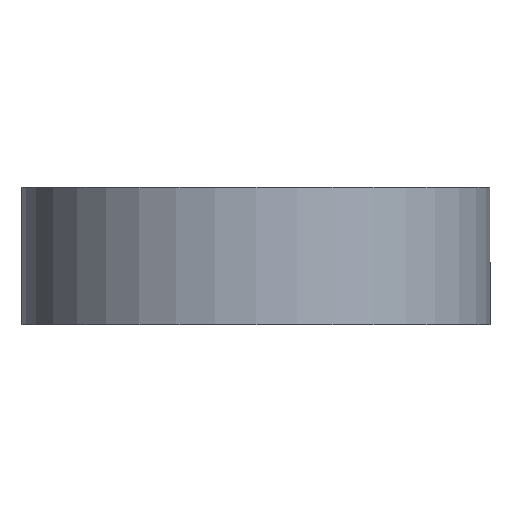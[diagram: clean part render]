
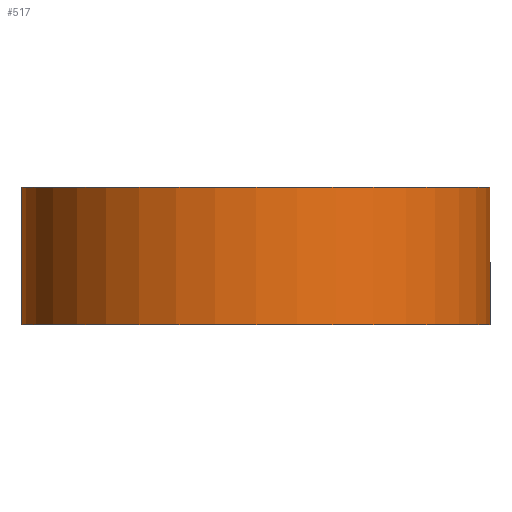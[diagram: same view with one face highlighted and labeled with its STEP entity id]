
A CAD part, left-side view. The second image highlights one B-rep face of the part: STEP entity #517.
In plain terms, the highlighted cylindrical face has radius 37.5 mm (diameter 75 mm), a full revolution.
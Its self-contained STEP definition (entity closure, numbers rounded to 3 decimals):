
#38=FACE_BOUND('',#115,.T.);
#47=B_SPLINE_CURVE_WITH_KNOTS('',3,(#884,#885,#886,#887,#888,#889,#890,
#891,#892,#893,#894,#895,#896,#897,#898,#899,#900,#901,#902),
 .UNSPECIFIED.,.F.,.F.,(4,2,2,2,3,2,2,2,4),(-0.303,-0.227,
-0.151,-0.075,0.,0.075,0.151,
0.227,0.303),.UNSPECIFIED.);
#48=B_SPLINE_CURVE_WITH_KNOTS('',3,(#909,#910,#911,#912,#913,#914,#915,
#916,#917,#918,#919,#920,#921,#922,#923,#924,#925,#926),.UNSPECIFIED.,.F.,
 .F.,(4,2,2,2,2,2,2,2,4),(0.302,0.379,0.455,
0.53,0.606,0.681,0.756,
0.833,0.909),.UNSPECIFIED.);
#56=CYLINDRICAL_SURFACE('',#580,37.5);
#74=FACE_OUTER_BOUND('',#114,.T.);
#114=EDGE_LOOP('',(#394,#395,#396,#397));
#115=EDGE_LOOP('',(#398,#399,#400,#401));
#157=LINE('',#931,#184);
#184=VECTOR('',#684,37.5);
#214=CIRCLE('',#575,37.5);
#215=CIRCLE('',#578,37.5);
#216=CIRCLE('',#581,37.5);
#217=CIRCLE('',#582,37.5);
#253=VERTEX_POINT('',#877);
#254=VERTEX_POINT('',#879);
#255=VERTEX_POINT('',#883);
#256=VERTEX_POINT('',#905);
#257=VERTEX_POINT('',#928);
#258=VERTEX_POINT('',#930);
#303=EDGE_CURVE('',#254,#253,#214,.T.);
#305=EDGE_CURVE('',#255,#254,#47,.T.);
#307=EDGE_CURVE('',#256,#255,#215,.T.);
#309=EDGE_CURVE('',#253,#256,#48,.T.);
#310=EDGE_CURVE('',#257,#257,#216,.T.);
#311=EDGE_CURVE('',#257,#258,#157,.T.);
#312=EDGE_CURVE('',#258,#258,#217,.T.);
#394=ORIENTED_EDGE('',*,*,#310,.F.);
#395=ORIENTED_EDGE('',*,*,#311,.T.);
#396=ORIENTED_EDGE('',*,*,#312,.T.);
#397=ORIENTED_EDGE('',*,*,#311,.F.);
#398=ORIENTED_EDGE('',*,*,#307,.T.);
#399=ORIENTED_EDGE('',*,*,#305,.T.);
#400=ORIENTED_EDGE('',*,*,#303,.T.);
#401=ORIENTED_EDGE('',*,*,#309,.T.);
#517=ADVANCED_FACE('',(#74,#38),#56,.T.);
#575=AXIS2_PLACEMENT_3D('',#880,#667,#668);
#578=AXIS2_PLACEMENT_3D('',#906,#675,#676);
#580=AXIS2_PLACEMENT_3D('',#927,#680,#681);
#581=AXIS2_PLACEMENT_3D('',#929,#682,#683);
#582=AXIS2_PLACEMENT_3D('',#932,#685,#686);
#667=DIRECTION('center_axis',(0.,0.,1.));
#668=DIRECTION('ref_axis',(1.,0.,0.));
#675=DIRECTION('center_axis',(0.,0.,-1.));
#676=DIRECTION('ref_axis',(1.,0.,0.));
#680=DIRECTION('center_axis',(0.,0.,1.));
#681=DIRECTION('ref_axis',(1.,0.,0.));
#682=DIRECTION('center_axis',(0.,0.,1.));
#683=DIRECTION('ref_axis',(1.,0.,0.));
#684=DIRECTION('',(0.,0.,-1.));
#685=DIRECTION('center_axis',(0.,0.,1.));
#686=DIRECTION('ref_axis',(1.,0.,0.));
#877=CARTESIAN_POINT('',(87.165,55.,13.5));
#879=CARTESIAN_POINT('',(87.165,45.,13.5));
#880=CARTESIAN_POINT('Origin',(50.,50.,13.5));
#883=CARTESIAN_POINT('',(87.165,45.,9.5));
#884=CARTESIAN_POINT('Ctrl Pts',(87.165,45.,9.5));
#885=CARTESIAN_POINT('Ctrl Pts',(87.131,44.748,9.5));
#886=CARTESIAN_POINT('Ctrl Pts',(87.092,44.479,9.55));
#887=CARTESIAN_POINT('Ctrl Pts',(87.015,43.986,9.756));
#888=CARTESIAN_POINT('Ctrl Pts',(86.978,43.76,9.91));
#889=CARTESIAN_POINT('Ctrl Pts',(86.916,43.406,10.266));
#890=CARTESIAN_POINT('Ctrl Pts',(86.888,43.253,10.49));
#891=CARTESIAN_POINT('Ctrl Pts',(86.851,43.05,10.981));
#892=CARTESIAN_POINT('Ctrl Pts',(86.841,43.,11.249));
#893=CARTESIAN_POINT('Ctrl Pts',(86.841,43.,11.5));
#894=CARTESIAN_POINT('Ctrl Pts',(86.841,43.,11.751));
#895=CARTESIAN_POINT('Ctrl Pts',(86.851,43.05,12.019));
#896=CARTESIAN_POINT('Ctrl Pts',(86.888,43.253,12.51));
#897=CARTESIAN_POINT('Ctrl Pts',(86.916,43.406,12.734));
#898=CARTESIAN_POINT('Ctrl Pts',(86.978,43.76,13.09));
#899=CARTESIAN_POINT('Ctrl Pts',(87.015,43.986,13.244));
#900=CARTESIAN_POINT('Ctrl Pts',(87.092,44.479,13.45));
#901=CARTESIAN_POINT('Ctrl Pts',(87.131,44.748,13.5));
#902=CARTESIAN_POINT('Ctrl Pts',(87.165,45.,13.5));
#905=CARTESIAN_POINT('',(87.165,55.,9.5));
#906=CARTESIAN_POINT('Origin',(50.,50.,9.5));
#909=CARTESIAN_POINT('Ctrl Pts',(87.165,55.,13.5));
#910=CARTESIAN_POINT('Ctrl Pts',(87.131,55.252,13.5));
#911=CARTESIAN_POINT('Ctrl Pts',(87.092,55.521,13.45));
#912=CARTESIAN_POINT('Ctrl Pts',(87.015,56.014,13.244));
#913=CARTESIAN_POINT('Ctrl Pts',(86.978,56.24,13.09));
#914=CARTESIAN_POINT('Ctrl Pts',(86.916,56.594,12.734));
#915=CARTESIAN_POINT('Ctrl Pts',(86.888,56.747,12.51));
#916=CARTESIAN_POINT('Ctrl Pts',(86.851,56.95,12.019));
#917=CARTESIAN_POINT('Ctrl Pts',(86.841,57.,11.751));
#918=CARTESIAN_POINT('Ctrl Pts',(86.841,57.,11.249));
#919=CARTESIAN_POINT('Ctrl Pts',(86.851,56.95,10.981));
#920=CARTESIAN_POINT('Ctrl Pts',(86.888,56.747,10.49));
#921=CARTESIAN_POINT('Ctrl Pts',(86.916,56.594,10.266));
#922=CARTESIAN_POINT('Ctrl Pts',(86.978,56.24,9.91));
#923=CARTESIAN_POINT('Ctrl Pts',(87.015,56.014,9.756));
#924=CARTESIAN_POINT('Ctrl Pts',(87.092,55.521,9.55));
#925=CARTESIAN_POINT('Ctrl Pts',(87.131,55.252,9.5));
#926=CARTESIAN_POINT('Ctrl Pts',(87.165,55.,9.5));
#927=CARTESIAN_POINT('Origin',(50.,50.,0.));
#928=CARTESIAN_POINT('',(12.5,50.,22.));
#929=CARTESIAN_POINT('Origin',(50.,50.,22.));
#930=CARTESIAN_POINT('',(12.5,50.,0.));
#931=CARTESIAN_POINT('',(12.5,50.,0.));
#932=CARTESIAN_POINT('Origin',(50.,50.,0.));
